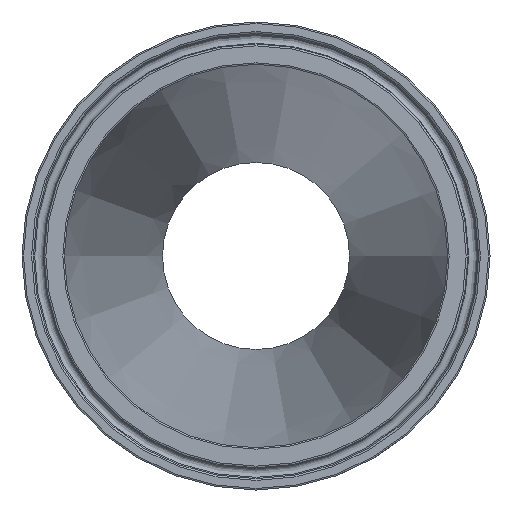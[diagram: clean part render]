
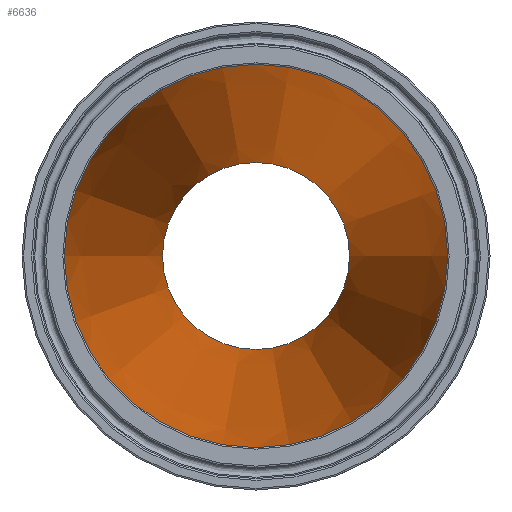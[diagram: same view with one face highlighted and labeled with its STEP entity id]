
A CAD part, left-side view. The second image highlights one B-rep face of the part: STEP entity #6636.
In plain terms, the highlighted conical face has half-angle 6.998 degrees and reference radius 36.22 mm.
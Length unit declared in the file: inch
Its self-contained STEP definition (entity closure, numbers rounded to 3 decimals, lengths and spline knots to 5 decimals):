
#123=FACE_BOUND('',#1232,.T.);
#811=FACE_OUTER_BOUND('',#1231,.T.);
#1231=EDGE_LOOP('',(#6177));
#1232=EDGE_LOOP('',(#6178));
#2616=CIRCLE('',#7027,1.917);
#2617=CIRCLE('',#7028,0.935);
#3272=VERTEX_POINT('',#14424);
#3273=VERTEX_POINT('',#14426);
#4244=EDGE_CURVE('',#3272,#3272,#2616,.T.);
#4245=EDGE_CURVE('',#3273,#3273,#2617,.T.);
#6177=ORIENTED_EDGE('',*,*,#4244,.F.);
#6178=ORIENTED_EDGE('',*,*,#4245,.T.);
#6226=CONICAL_SURFACE('',#7026,1.426,6.998);
#6636=ADVANCED_FACE('',(#811,#123),#6226,.F.);
#7026=AXIS2_PLACEMENT_3D('',#14423,#8248,#8249);
#7027=AXIS2_PLACEMENT_3D('',#14425,#8250,#8251);
#7028=AXIS2_PLACEMENT_3D('',#14427,#8252,#8253);
#8248=DIRECTION('center_axis',(-1.,0.,0.));
#8249=DIRECTION('ref_axis',(0.,-1.,0.));
#8250=DIRECTION('center_axis',(1.,0.,0.));
#8251=DIRECTION('ref_axis',(0.,-1.,0.));
#8252=DIRECTION('center_axis',(1.,0.,0.));
#8253=DIRECTION('ref_axis',(0.,0.,
1.));
#14423=CARTESIAN_POINT('Origin',(4.,0.,0.));
#14424=CARTESIAN_POINT('',(0.,-1.917,0.));
#14425=CARTESIAN_POINT('Origin',(0.,0.,0.));
#14426=CARTESIAN_POINT('',(8.,-0.935,0.));
#14427=CARTESIAN_POINT('Origin',(8.,0.,0.));
